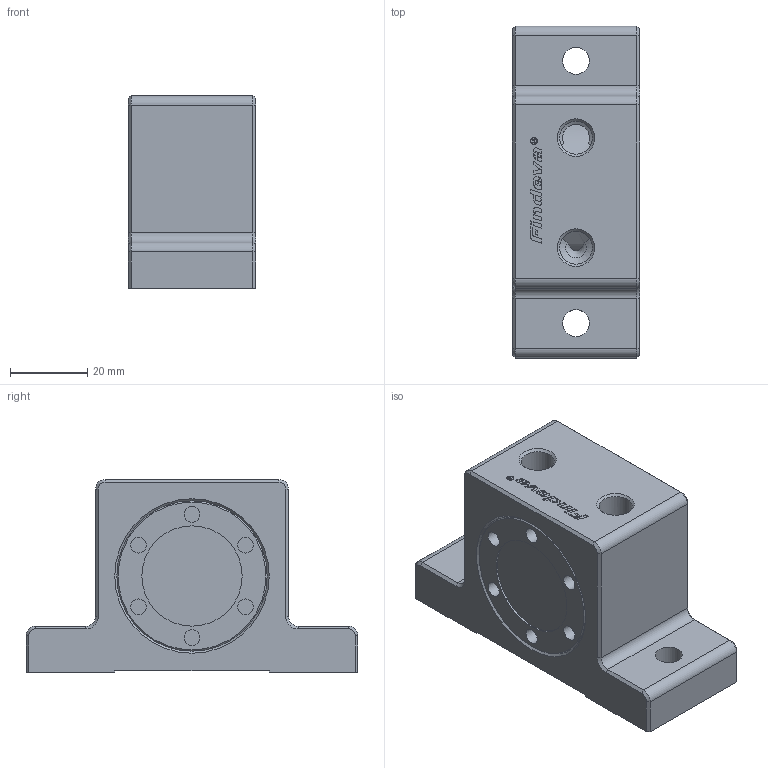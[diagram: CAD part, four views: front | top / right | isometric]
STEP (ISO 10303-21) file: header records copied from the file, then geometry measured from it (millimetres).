
FILE_DESCRIPTION((''),'2;1');
FILE_NAME('8010-10-M.stp','2012-03-28T23:07:04',('Petr'),(''),'Autodesk Inventor 2011','Autodesk Inventor 2011','');
FILE_SCHEMA(('CONFIG_CONTROL_DESIGN'));
Length unit declared in the file: millimetre
Products named in the file (1): 8010-10-M
Bounding box: 33 x 86 x 50 mm (x, y, z)
Volume: 92247.9 mm3; surface area: 16104 mm2
Topology: 1 solids, 1 shells, 271 faces, 687 edges, 454 vertices
Faces by surface type: plane 172, cylinder 70, cone 20, bspline 8, torus 1
Full cylindrical faces by diameter (mm): 1.609 x1, 1.789 x1, 4.1 x12, 7 x2, 8.566 x2, 26 x2
Entity records: 8169 total; most frequent: CARTESIAN_POINT 1570, DIRECTION 1303, ORIENTED_EDGE 1286, EDGE_CURVE 643, VECTOR 463, LINE 463, VERTEX_POINT 436, AXIS2_PLACEMENT_3D 420
